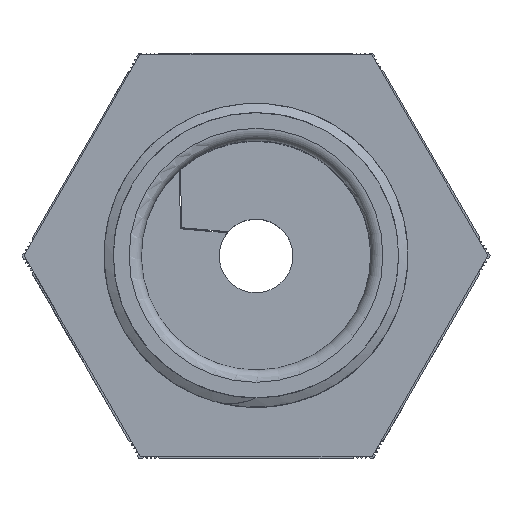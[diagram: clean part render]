
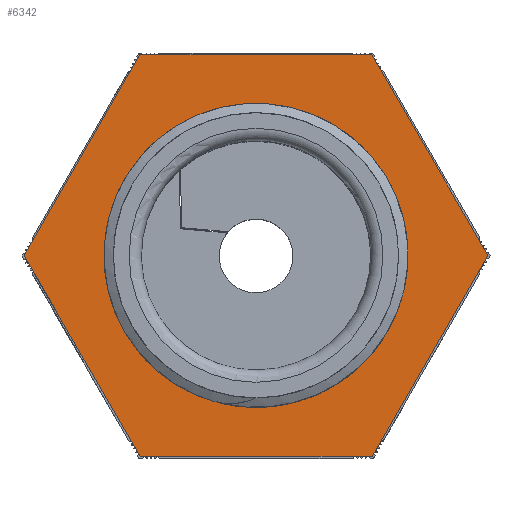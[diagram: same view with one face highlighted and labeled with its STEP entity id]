
A CAD part, top view. The second image highlights one B-rep face of the part: STEP entity #6342.
In plain terms, the highlighted planar face has unit normal (0, 0, 1).
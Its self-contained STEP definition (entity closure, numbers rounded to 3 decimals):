
#290=PLANE('',#6957);
#318=FACE_BOUND('',#1265,.T.);
#599=CIRCLE('',#6948,11.6);
#919=FACE_OUTER_BOUND('',#1264,.T.);
#1264=EDGE_LOOP('',(#5604,#5605,#5606,#5607,#5608,#5609));
#1265=EDGE_LOOP('',(#5610));
#1796=LINE('',#25193,#2338);
#1798=LINE('',#25197,#2340);
#1800=LINE('',#25201,#2342);
#1802=LINE('',#25205,#2344);
#1804=LINE('',#25209,#2346);
#1806=LINE('',#25212,#2348);
#2338=VECTOR('',#8643,10.);
#2340=VECTOR('',#8647,10.);
#2342=VECTOR('',#8651,10.);
#2344=VECTOR('',#8655,10.);
#2346=VECTOR('',#8659,10.);
#2348=VECTOR('',#8663,10.);
#2984=VERTEX_POINT('',#25172);
#2992=VERTEX_POINT('',#25190);
#2993=VERTEX_POINT('',#25192);
#2994=VERTEX_POINT('',#25196);
#2995=VERTEX_POINT('',#25200);
#2996=VERTEX_POINT('',#25204);
#2997=VERTEX_POINT('',#25208);
#3853=EDGE_CURVE('',#2984,#2984,#599,.T.);
#3862=EDGE_CURVE('',#2993,#2992,#1796,.T.);
#3864=EDGE_CURVE('',#2994,#2993,#1798,.T.);
#3866=EDGE_CURVE('',#2995,#2994,#1800,.T.);
#3868=EDGE_CURVE('',#2996,#2995,#1802,.T.);
#3870=EDGE_CURVE('',#2997,#2996,#1804,.T.);
#3872=EDGE_CURVE('',#2992,#2997,#1806,.T.);
#5604=ORIENTED_EDGE('',*,*,#3872,.T.);
#5605=ORIENTED_EDGE('',*,*,#3870,.T.);
#5606=ORIENTED_EDGE('',*,*,#3868,.T.);
#5607=ORIENTED_EDGE('',*,*,#3866,.T.);
#5608=ORIENTED_EDGE('',*,*,#3864,.T.);
#5609=ORIENTED_EDGE('',*,*,#3862,.T.);
#5610=ORIENTED_EDGE('',*,*,#3853,.T.);
#6342=ADVANCED_FACE('',(#919,#318),#290,.T.);
#6948=AXIS2_PLACEMENT_3D('',#25173,#8628,#8629);
#6957=AXIS2_PLACEMENT_3D('',#25213,#8664,#8665);
#8628=DIRECTION('center_axis',(0.,0.,
-1.));
#8629=DIRECTION('ref_axis',(-1.,0.,0.));
#8643=DIRECTION('',(-0.499,-0.867,0.));
#8647=DIRECTION('',(-1.,-0.001,0.));
#8651=DIRECTION('',(-0.501,0.865,0.));
#8655=DIRECTION('',(0.499,0.867,0.));
#8659=DIRECTION('',(1.,0.001,0.));
#8663=DIRECTION('',(0.501,-0.865,0.));
#8664=DIRECTION('center_axis',(0.,0.,
1.));
#8665=DIRECTION('ref_axis',(1.,0.,0.));
#25172=CARTESIAN_POINT('',(11.6,0.,2.958));
#25173=CARTESIAN_POINT('Origin',(0.,0.,
2.958));
#25190=CARTESIAN_POINT('',(-18.862,-0.022,2.958));
#25192=CARTESIAN_POINT('',(-9.45,16.324,2.958));
#25193=CARTESIAN_POINT('',(-18.862,-0.022,2.958));
#25196=CARTESIAN_POINT('',(9.412,16.346,2.958));
#25197=CARTESIAN_POINT('',(-9.45,16.324,2.958));
#25200=CARTESIAN_POINT('',(18.862,0.022,2.958));
#25201=CARTESIAN_POINT('',(9.412,16.346,2.958));
#25204=CARTESIAN_POINT('',(9.45,-16.324,2.958));
#25205=CARTESIAN_POINT('',(18.862,0.022,2.958));
#25208=CARTESIAN_POINT('',(-9.412,-16.346,2.958));
#25209=CARTESIAN_POINT('',(9.45,-16.324,2.958));
#25212=CARTESIAN_POINT('',(-9.412,-16.346,2.958));
#25213=CARTESIAN_POINT('Origin',(0.,0.,
2.958));
